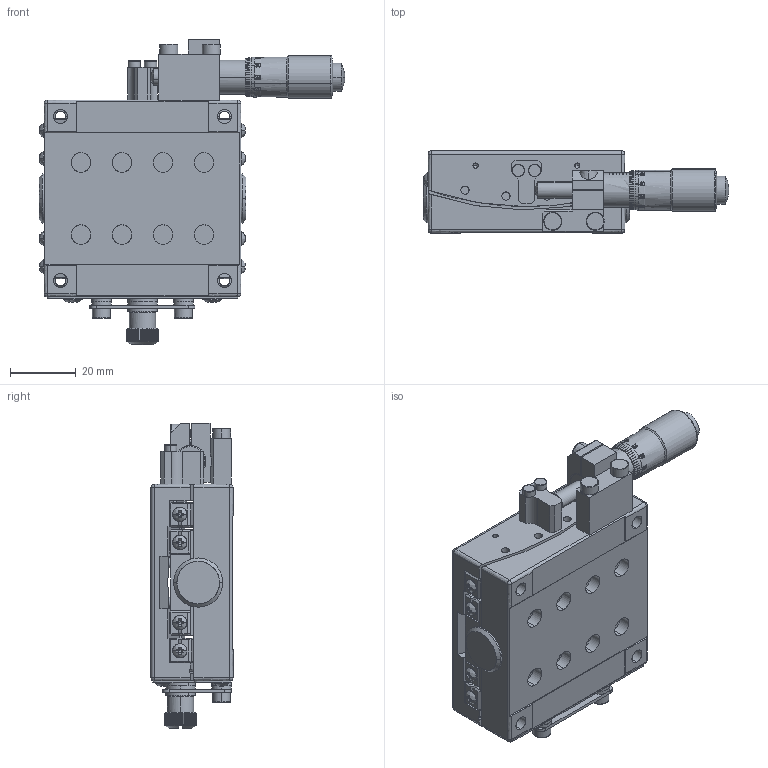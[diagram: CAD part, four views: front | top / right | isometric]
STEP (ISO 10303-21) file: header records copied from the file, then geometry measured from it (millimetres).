
FILE_DESCRIPTION (( 'STEP AP203' ), '1' );
FILE_NAME ('MXG6-75VM.STEP', '2021-02-25T08:27:33', ( '' ), ( '' ), 'SwSTEP 2.0', 'SolidWorks 2020', '' );
FILE_SCHEMA (( 'CONFIG_CONTROL_DESIGN' ));
Products named in the file (2): MXG6-75VM.sldasm-Part-1; MXG6-75VM
Assembly tree (1 placements, depth 2):
  MXG6-75VM
    MXG6-75VM.sldasm-Part-1
Bounding box: 93.2 x 25 x 93 mm (x, y, z)
Surface area: 36754.9 mm2 (no closed solid volume)
Topology: 0 solids, 201 shells, 1538 faces, 4666 edges, 3357 vertices
Faces by surface type: plane 869, bspline 669
Entity records: 75919 total; most frequent: CARTESIAN_POINT 40149, ORIENTED_EDGE 8219, DIRECTION 5162, EDGE_CURVE 4626, VERTEX_POINT 3353, VECTOR 2146, LINE 2146, B_SPLINE_CURVE_WITH_KNOTS 1780
